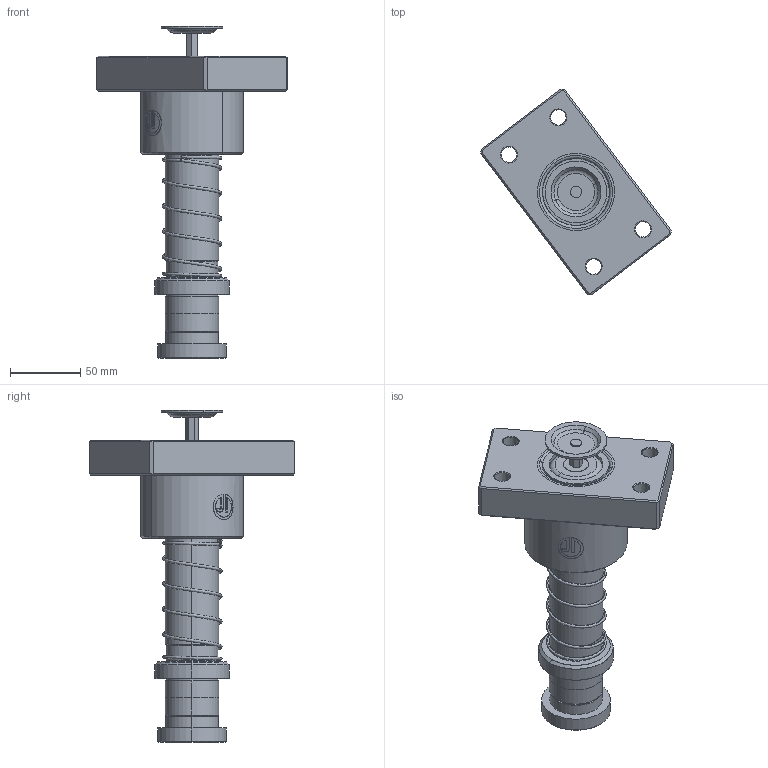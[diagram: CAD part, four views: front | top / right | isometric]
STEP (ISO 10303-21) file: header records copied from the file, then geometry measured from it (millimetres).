
FILE_DESCRIPTION (( 'STEP AP214' ), '1' );
FILE_NAME ('FRKS FRKJ-D38-L170(BL-70).STEP', '2021-09-11T11:07:04', ( '' ), ( '' ), 'SwSTEP 2.0', 'SolidWorks 2016', '' );
FILE_SCHEMA (( 'AUTOMOTIVE_DESIGN' ));
Length unit declared in the file: millimetre
Products named in the file (236): BALL-D5; BSH-D47.5-38.5-L70郪蚾; HWP-D42.5-d38.5-L80; GTM-44; TRPM-D38-L170; TRPM蹟簽D38; SAB-38; GTM-M16蹟簽 -; GTM-44郪蚾; GTM-3-縐种; BSH-47.5-38.5-L70; FRKS FRKJ-D38-L170(BL-70); SAB-38-1
Assembly tree (227 placements, depth 3):
  BALL-D5
  BALL-D5
  BALL-D5
  BALL-D5
  BALL-D5
Bounding box: 135.82 x 146.51 x 236.52 mm (x, y, z)
Volume: 584626.5 mm3; surface area: 172988.2 mm2
Topology: 219 solids, 219 shells, 1080 faces, 4523 edges, 3017 vertices
Faces by surface type: sphere 840, plane 77, cylinder 74, cone 46, torus 22, bspline 21
Entity records: 51858 total; most frequent: CARTESIAN_POINT 30147, ORIENTED_EDGE 3812, DIRECTION 3411, EDGE_CURVE 1906, AXIS2_PLACEMENT_3D 1580, VERTEX_POINT 1261, EDGE_LOOP 1155, B_SPLINE_CURVE_WITH_KNOTS 932
